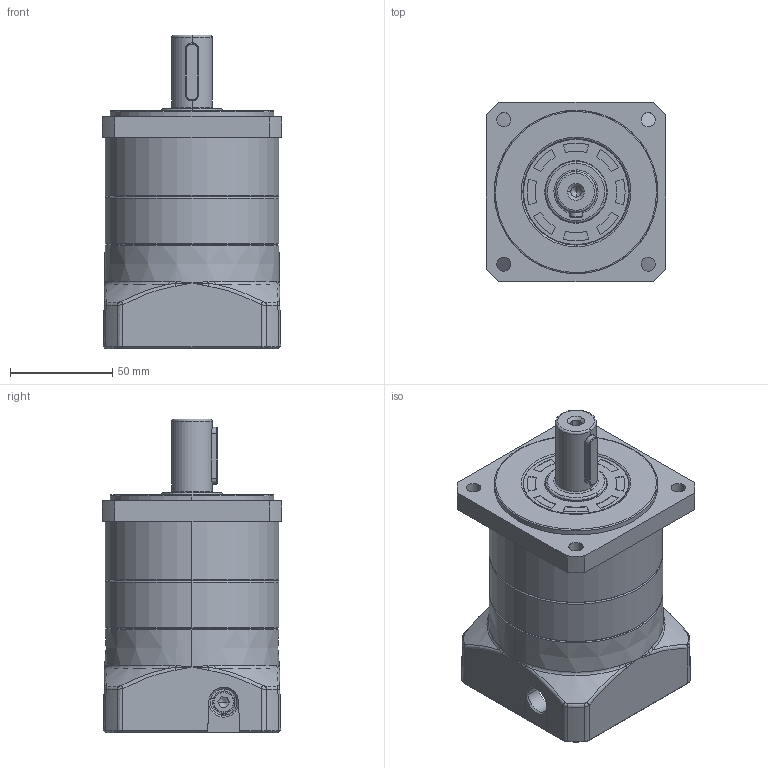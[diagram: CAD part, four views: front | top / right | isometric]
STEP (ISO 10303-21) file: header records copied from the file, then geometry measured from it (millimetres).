
FILE_DESCRIPTION (( 'STEP AP214' ), '1' );
FILE_NAME ('FB-090-L1-P2-朴14(覃淕杶)-朴73-朴98.5-M5-42.STEP', '2024-01-04T12:42:04', ( '' ), ( '' ), 'SwSTEP 2.0', 'SolidWorks 2013', '' );
FILE_SCHEMA (( 'AUTOMOTIVE_DESIGN' ));
Length unit declared in the file: millimetre
Products named in the file (10): 输入调整套19-14; 单边锁输入轴FB090-19(带螺丝); 怀堤傷褲极FB090; FBK嘎殤蚐猾 KG30x52x6; M5樓粟菜; A倰す瑩6X28; 怀堤俴陎殤FB090-C20; 内齿圈FB090-D108; FB-090-L1-P2-朴14(覃淕杶)-朴73-朴98.5-M5-42; 镂空输入法兰FB090-Φ73X51XM5(98.5)
Assembly tree (14 placements, depth 2):
  FB-090-L1-P2-朴14(覃淕杶)-朴73-朴98.5-M5-42
    内齿圈FB090-D108
    怀堤俴陎殤FB090-C20
    A倰す瑩6X28
    M5樓粟菜  x6
    FBK嘎殤蚐猾 KG30x52x6
    怀堤傷褲极FB090
    单边锁输入轴FB090-19(带螺丝)
    输入调整套19-14
    镂空输入法兰FB090-Φ73X51XM5(98.5)
Bounding box: 88 x 88 x 153.5 mm (x, y, z)
Volume: 515245.4 mm3; surface area: 131540.9 mm2
Topology: 9 solids, 21 shells, 1289 faces, 3133 edges, 1867 vertices
Faces by surface type: bspline 418, plane 281, cylinder 257, cone 208, torus 103, sphere 22
Entity records: 52476 total; most frequent: CARTESIAN_POINT 28424, ORIENTED_EDGE 5457, DIRECTION 4249, EDGE_CURVE 2732, AXIS2_PLACEMENT_3D 1814, VERTEX_POINT 1653, EDGE_LOOP 1242, ADVANCED_FACE 1149
